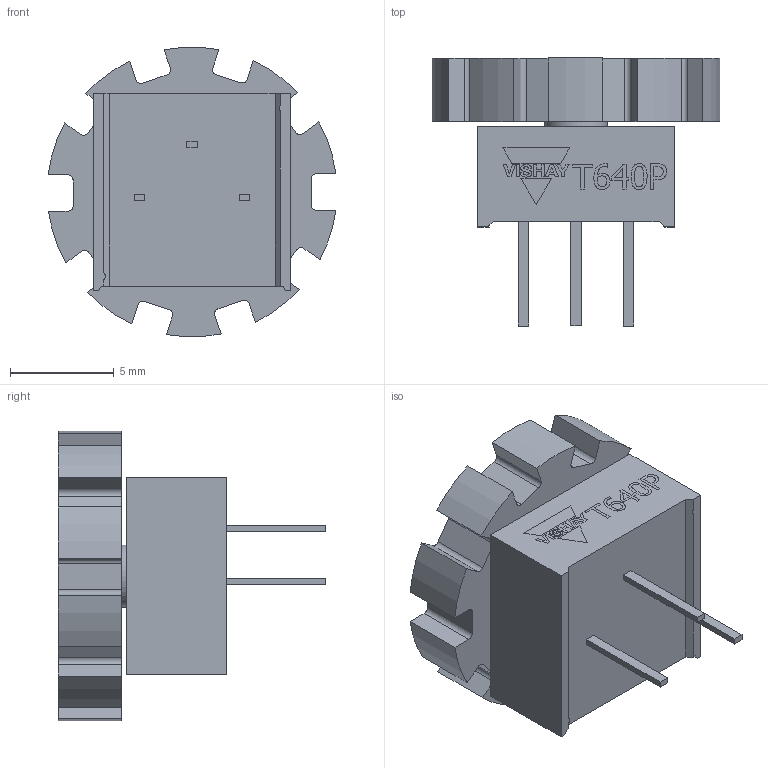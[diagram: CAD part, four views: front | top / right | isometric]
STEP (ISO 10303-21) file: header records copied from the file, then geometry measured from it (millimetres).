
FILE_DESCRIPTION(/* description */ ('Unknown'),/* implementation_level */ '2;1');
FILE_NAME(/* name */ 'M63-T640P',/* time_stamp */ '2018-01-19T11:39:06+01:00',/* author */ ('Unknown'),/* organization */ ('Unknown'),/* preprocessor_version */ 'ST-DEVELOPER v16.7',/* originating_system */ 'DEX',/* authorisation */ $);
FILE_SCHEMA (('AP203_CONFIGURATION_CONTROLLED_3D_DESIGN_OF_MECHANICAL_PARTS_AND_ASSEMBLIES_MIM_LF { 1 0 10303 203 3 1 4 }','AUTOMOTIVE_DESIGN {1 0 10303 214 3 1 1}'));
Length unit declared in the file: millimetre
Products named in the file (1): Gabarit - M63
Bounding box: 13.87 x 12.91 x 13.95 mm (x, y, z)
Volume: 810 mm3; surface area: 889.6 mm2
Topology: 1 solids, 1 shells, 323 faces, 851 edges, 566 vertices
Faces by surface type: plane 259, cylinder 39, bspline 25
Full cylindrical faces by diameter (mm): 3 x1, 5 x1
Entity records: 13238 total; most frequent: CARTESIAN_POINT 3536, ORIENTED_EDGE 1692, DIRECTION 1233, EDGE_CURVE 846, VERTEX_POINT 565, LINE 473, VECTOR 473, AXIS2_PLACEMENT_3D 380
